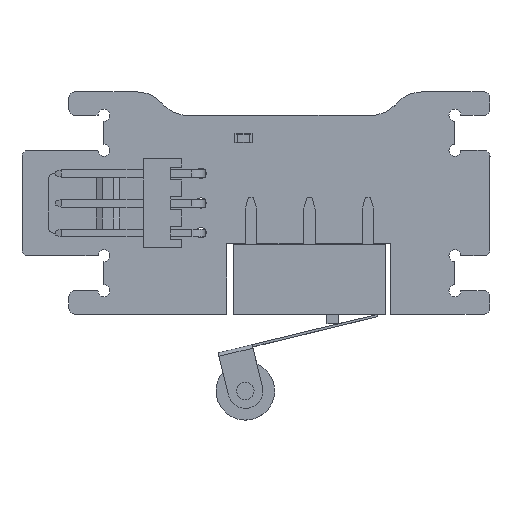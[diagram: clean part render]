
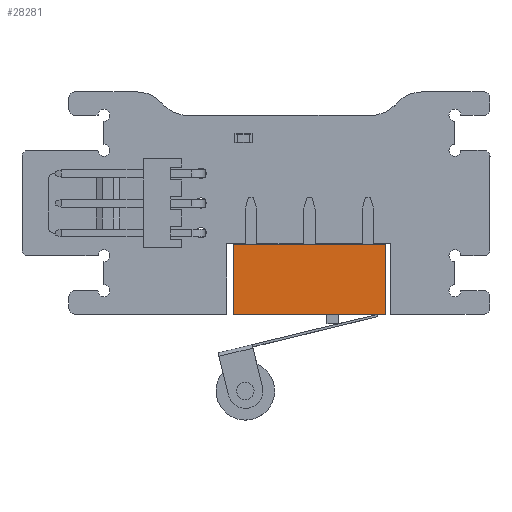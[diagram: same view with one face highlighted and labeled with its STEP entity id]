
A CAD part, top view. The second image highlights one B-rep face of the part: STEP entity #28281.
In plain terms, the highlighted face is planar.
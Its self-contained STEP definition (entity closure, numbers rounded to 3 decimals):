
#27412 = PLANE('',#27413);
#27413 = AXIS2_PLACEMENT_3D('',#27414,#27415,#27416);
#27414 = CARTESIAN_POINT('',(0.,5.,-6.));
#27415 = DIRECTION('',(0.,0.,1.));
#27416 = DIRECTION('',(1.,0.,0.));
#27551 = VERTEX_POINT('',#27552);
#27552 = CARTESIAN_POINT('',(0.,5.,-6.));
#27566 = PLANE('',#27567);
#27567 = AXIS2_PLACEMENT_3D('',#27568,#27569,#27570);
#27568 = CARTESIAN_POINT('',(0.,5.,0.));
#27569 = DIRECTION('',(1.,0.,0.));
#27570 = DIRECTION('',(0.,0.,-1.));
#27578 = EDGE_CURVE('',#27579,#27551,#27581,.T.);
#27579 = VERTEX_POINT('',#27580);
#27580 = CARTESIAN_POINT('',(13.,5.,-6.));
#27581 = SURFACE_CURVE('',#27582,(#27586,#27593),.PCURVE_S1.);
#27582 = LINE('',#27583,#27584);
#27583 = CARTESIAN_POINT('',(0.,5.,-6.));
#27584 = VECTOR('',#27585,1.);
#27585 = DIRECTION('',(-1.,0.,0.));
#27586 = PCURVE('',#27412,#27587);
#27587 = DEFINITIONAL_REPRESENTATION('',(#27588),#27592);
#27588 = LINE('',#27589,#27590);
#27589 = CARTESIAN_POINT('',(0.,0.));
#27590 = VECTOR('',#27591,1.);
#27591 = DIRECTION('',(-1.,0.));
#27592 = ( GEOMETRIC_REPRESENTATION_CONTEXT(2) 
PARAMETRIC_REPRESENTATION_CONTEXT() REPRESENTATION_CONTEXT('2D SPACE',''
  ) );
#27593 = PCURVE('',#27594,#27599);
#27594 = PLANE('',#27595);
#27595 = AXIS2_PLACEMENT_3D('',#27596,#27597,#27598);
#27596 = CARTESIAN_POINT('',(0.,5.,0.));
#27597 = DIRECTION('',(0.,-1.,0.));
#27598 = DIRECTION('',(0.,0.,-1.));
#27599 = DEFINITIONAL_REPRESENTATION('',(#27600),#27604);
#27600 = LINE('',#27601,#27602);
#27601 = CARTESIAN_POINT('',(6.,0.));
#27602 = VECTOR('',#27603,1.);
#27603 = DIRECTION('',(0.,-1.));
#27604 = ( GEOMETRIC_REPRESENTATION_CONTEXT(2) 
PARAMETRIC_REPRESENTATION_CONTEXT() REPRESENTATION_CONTEXT('2D SPACE',''
  ) );
#27620 = PLANE('',#27621);
#27621 = AXIS2_PLACEMENT_3D('',#27622,#27623,#27624);
#27622 = CARTESIAN_POINT('',(13.,5.,0.));
#27623 = DIRECTION('',(-1.,0.,0.));
#27624 = DIRECTION('',(0.,0.,1.));
#27760 = PLANE('',#27761);
#27761 = AXIS2_PLACEMENT_3D('',#27762,#27763,#27764);
#27762 = CARTESIAN_POINT('',(0.,5.,0.));
#27763 = DIRECTION('',(0.,0.,-1.));
#27764 = DIRECTION('',(-1.,0.,0.));
#27894 = VERTEX_POINT('',#27895);
#27895 = CARTESIAN_POINT('',(13.,5.,0.));
#27916 = EDGE_CURVE('',#27917,#27894,#27919,.T.);
#27917 = VERTEX_POINT('',#27918);
#27918 = CARTESIAN_POINT('',(0.,5.,0.));
#27919 = SURFACE_CURVE('',#27920,(#27924,#27931),.PCURVE_S1.);
#27920 = LINE('',#27921,#27922);
#27921 = CARTESIAN_POINT('',(0.,5.,0.));
#27922 = VECTOR('',#27923,1.);
#27923 = DIRECTION('',(1.,0.,0.));
#27924 = PCURVE('',#27760,#27925);
#27925 = DEFINITIONAL_REPRESENTATION('',(#27926),#27930);
#27926 = LINE('',#27927,#27928);
#27927 = CARTESIAN_POINT('',(0.,0.));
#27928 = VECTOR('',#27929,1.);
#27929 = DIRECTION('',(-1.,0.));
#27930 = ( GEOMETRIC_REPRESENTATION_CONTEXT(2) 
PARAMETRIC_REPRESENTATION_CONTEXT() REPRESENTATION_CONTEXT('2D SPACE',''
  ) );
#27931 = PCURVE('',#27594,#27932);
#27932 = DEFINITIONAL_REPRESENTATION('',(#27933),#27937);
#27933 = LINE('',#27934,#27935);
#27934 = CARTESIAN_POINT('',(0.,0.));
#27935 = VECTOR('',#27936,1.);
#27936 = DIRECTION('',(0.,1.));
#27937 = ( GEOMETRIC_REPRESENTATION_CONTEXT(2) 
PARAMETRIC_REPRESENTATION_CONTEXT() REPRESENTATION_CONTEXT('2D SPACE',''
  ) );
#28213 = EDGE_CURVE('',#27551,#27917,#28214,.T.);
#28214 = SURFACE_CURVE('',#28215,(#28219,#28226),.PCURVE_S1.);
#28215 = LINE('',#28216,#28217);
#28216 = CARTESIAN_POINT('',(0.,5.,0.));
#28217 = VECTOR('',#28218,1.);
#28218 = DIRECTION('',(0.,0.,1.));
#28219 = PCURVE('',#27566,#28220);
#28220 = DEFINITIONAL_REPRESENTATION('',(#28221),#28225);
#28221 = LINE('',#28222,#28223);
#28222 = CARTESIAN_POINT('',(0.,0.));
#28223 = VECTOR('',#28224,1.);
#28224 = DIRECTION('',(-1.,0.));
#28225 = ( GEOMETRIC_REPRESENTATION_CONTEXT(2) 
PARAMETRIC_REPRESENTATION_CONTEXT() REPRESENTATION_CONTEXT('2D SPACE',''
  ) );
#28226 = PCURVE('',#27594,#28227);
#28227 = DEFINITIONAL_REPRESENTATION('',(#28228),#28232);
#28228 = LINE('',#28229,#28230);
#28229 = CARTESIAN_POINT('',(0.,0.));
#28230 = VECTOR('',#28231,1.);
#28231 = DIRECTION('',(-1.,0.));
#28232 = ( GEOMETRIC_REPRESENTATION_CONTEXT(2) 
PARAMETRIC_REPRESENTATION_CONTEXT() REPRESENTATION_CONTEXT('2D SPACE',''
  ) );
#28260 = EDGE_CURVE('',#27894,#27579,#28261,.T.);
#28261 = SURFACE_CURVE('',#28262,(#28266,#28273),.PCURVE_S1.);
#28262 = LINE('',#28263,#28264);
#28263 = CARTESIAN_POINT('',(13.,5.,0.));
#28264 = VECTOR('',#28265,1.);
#28265 = DIRECTION('',(0.,0.,-1.));
#28266 = PCURVE('',#27620,#28267);
#28267 = DEFINITIONAL_REPRESENTATION('',(#28268),#28272);
#28268 = LINE('',#28269,#28270);
#28269 = CARTESIAN_POINT('',(0.,0.));
#28270 = VECTOR('',#28271,1.);
#28271 = DIRECTION('',(-1.,0.));
#28272 = ( GEOMETRIC_REPRESENTATION_CONTEXT(2) 
PARAMETRIC_REPRESENTATION_CONTEXT() REPRESENTATION_CONTEXT('2D SPACE',''
  ) );
#28273 = PCURVE('',#27594,#28274);
#28274 = DEFINITIONAL_REPRESENTATION('',(#28275),#28279);
#28275 = LINE('',#28276,#28277);
#28276 = CARTESIAN_POINT('',(0.,13.));
#28277 = VECTOR('',#28278,1.);
#28278 = DIRECTION('',(1.,0.));
#28279 = ( GEOMETRIC_REPRESENTATION_CONTEXT(2) 
PARAMETRIC_REPRESENTATION_CONTEXT() REPRESENTATION_CONTEXT('2D SPACE',''
  ) );
#28281 = ADVANCED_FACE('',(#28282),#27594,.F.);
#28282 = FACE_BOUND('',#28283,.T.);
#28283 = EDGE_LOOP('',(#28284,#28285,#28286,#28287));
#28284 = ORIENTED_EDGE('',*,*,#28213,.T.);
#28285 = ORIENTED_EDGE('',*,*,#27916,.T.);
#28286 = ORIENTED_EDGE('',*,*,#28260,.T.);
#28287 = ORIENTED_EDGE('',*,*,#27578,.T.);
